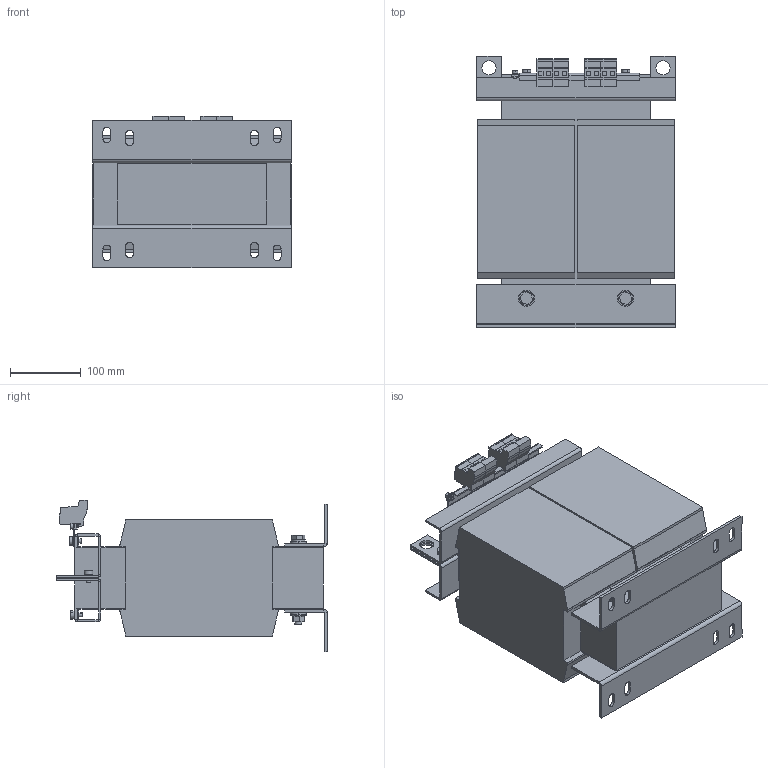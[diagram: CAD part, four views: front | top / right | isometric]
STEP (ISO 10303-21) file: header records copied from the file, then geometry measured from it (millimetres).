
FILE_DESCRIPTION (( 'STEP AP214' ), '1' );
FILE_NAME ('304660.STEP', '2020-10-02T09:12:05', ( '' ), ( '' ), 'SwSTEP 2.0', 'SolidWorks 2018', '' );
FILE_SCHEMA (( 'AUTOMOTIVE_DESIGN' ));
Length unit declared in the file: millimetre
Products named in the file (1): 304660
Bounding box: 280 x 382 x 213.55 mm (x, y, z)
Volume: 12756717.2 mm3; surface area: 616099.6 mm2
Topology: 1 solids, 1 shells, 629 faces, 1542 edges, 960 vertices
Faces by surface type: plane 461, cylinder 160, cone 4, torus 4
Entity records: 18360 total; most frequent: CARTESIAN_POINT 3236, DIRECTION 3116, ORIENTED_EDGE 3084, EDGE_CURVE 1542, LINE 1196, VECTOR 1196, VERTEX_POINT 960, AXIS2_PLACEMENT_3D 960
